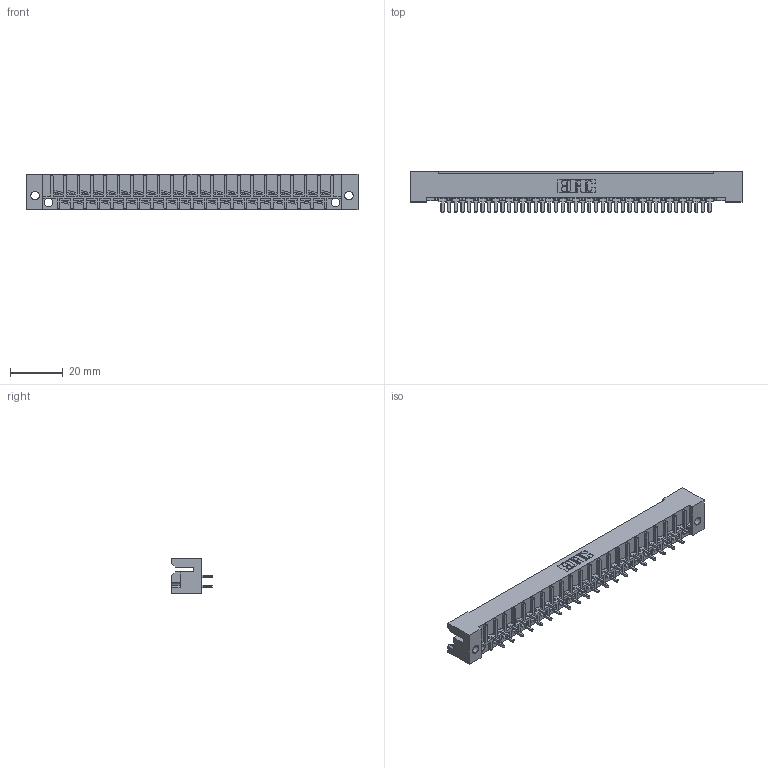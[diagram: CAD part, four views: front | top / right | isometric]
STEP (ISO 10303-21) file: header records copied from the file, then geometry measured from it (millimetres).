
FILE_DESCRIPTION (( 'STEP AP203' ), '1' );
FILE_NAME ('424-041-524-112.STEP', '2019-11-27T20:42:28', ( '' ), ( '' ), 'SwSTEP 2.0', 'SolidWorks 2016', '' );
FILE_SCHEMA (( 'CONFIG_CONTROL_DESIGN' ));
Length unit declared in the file: inch
Products named in the file (4): 424 Part_041; 408-290-001_408-290-124 - Bottom; 408-290-001_408-290-124 - Top; 424-041-524-112
Assembly tree (42 placements, depth 2):
  424-041-524-112
    424 Part_041
    408-290-001_408-290-124 - Bottom  x21
    408-290-001_408-290-124 - Top  x20
Bounding box: 126.24 x 15.42 x 13.49 mm (x, y, z)
Volume: 13831.2 mm3; surface area: 17238.1 mm2
Topology: 42 solids, 42 shells, 2400 faces, 6610 edges, 4296 vertices
Faces by surface type: plane 1811, cylinder 425, bspline 164
Entity records: 32148 total; most frequent: CARTESIAN_POINT 5585, ORIENTED_EDGE 5420, DIRECTION 4912, EDGE_CURVE 2710, LINE 2402, VECTOR 2402, VERTEX_POINT 1800, AXIS2_PLACEMENT_3D 1255
